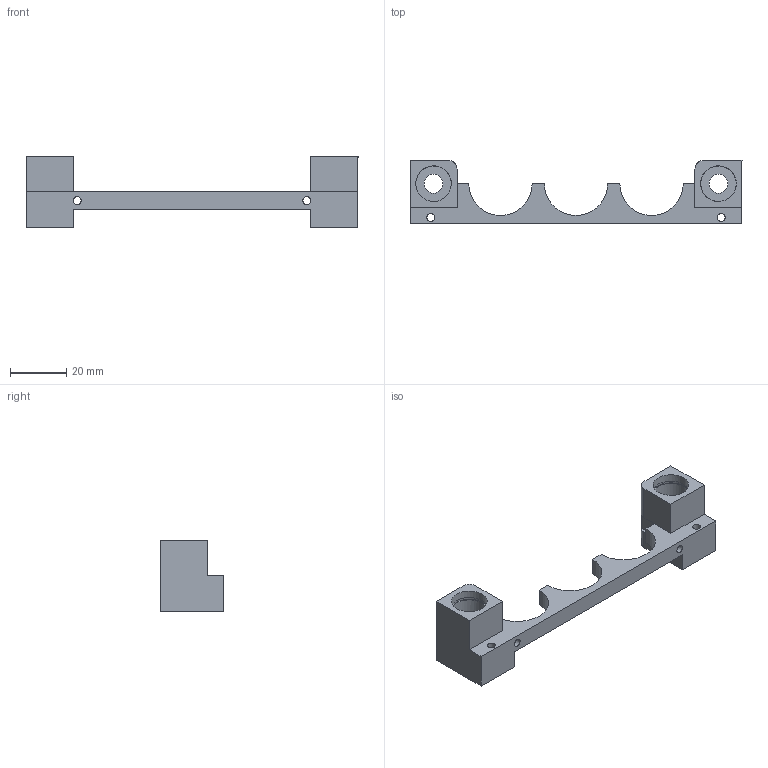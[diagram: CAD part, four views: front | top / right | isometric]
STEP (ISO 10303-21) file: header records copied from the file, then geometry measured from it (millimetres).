
FILE_DESCRIPTION(/* description */ (''),/* implementation_level */ '2;1');
FILE_NAME(/* name */ 'Tube Holder Halve.stp',/* time_stamp */ '2017-03-16T19:35:39-04:00',/* author */ ('qupec'),/* organization */ (''),/* preprocessor_version */ 'ST-DEVELOPER v16.5',/* originating_system */ 'Autodesk Inventor 2017',/* authorisation */ '');
FILE_SCHEMA (('AUTOMOTIVE_DESIGN { 1 0 10303 214 3 1 1 }'));
Length unit declared in the file: inch
Products named in the file (1): Tube Holder Halve
Bounding box: 118.36 x 22.67 x 25.64 mm (x, y, z)
Volume: 14257.2 mm3; surface area: 9891.9 mm2
Topology: 1 solids, 1 shells, 50 faces, 127 edges, 85 vertices
Faces by surface type: plane 33, cylinder 17
Full cylindrical faces by diameter (mm): 2.845 x4, 6.731 x2, 12.7 x4, 13.411 x2
Entity records: 1468 total; most frequent: DIRECTION 250, CARTESIAN_POINT 241, ORIENTED_EDGE 220, EDGE_CURVE 110, AXIS2_PLACEMENT_3D 89, EDGE_LOOP 80, VERTEX_POINT 80, LINE 72
